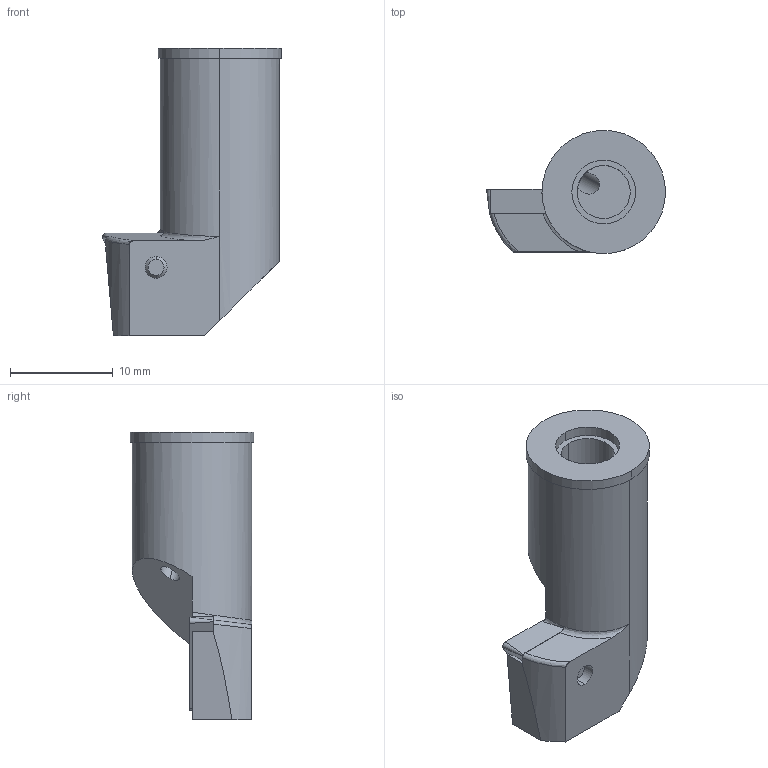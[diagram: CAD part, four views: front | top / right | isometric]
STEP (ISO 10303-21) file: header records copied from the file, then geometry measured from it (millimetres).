
FILE_DESCRIPTION(('no description'),'unknown implementation level');
FILE_NAME('3BED4A1F-FF3E-482D-A6CE-A45F5CDC7A37_export.stp',' ',('CIMSOURCE GmbH'),('CADClick - KiM GmbH - www.kimweb.de'),'unknown preprocess','ACIS','unknown authorization');
FILE_SCHEMA(('automotive_design'));
Length unit declared in the file: millimetre
Products named in the file (3): 615.404 Kaiser WPH E23 TC11R|694.120 Kaiser ETL M2.5x5.2 T7 IP 10S;Kreismuster1; 615.404 Kaiser WPH E23 TC11R|655.383 Kaiser TCGT 110204 K10C;Kombinieren1; 615.404 Kaiser WPH E23 TC11R|615.404 Kaiser EBH61 TC11 25�;Fillet1
Bounding box: 17.4 x 12 x 28 mm (x, y, z)
Volume: 2304.3 mm3; surface area: 1727.6 mm2
Topology: 3 solids, 3 shells, 99 faces, 248 edges, 158 vertices
Faces by surface type: cylinder 39, plane 35, cone 17, torus 6, bspline 2
Entity records: 7464 total; most frequent: CARTESIAN_POINT 2103, DIRECTION 558, STYLED_ITEM 508, PRESENTATION_STYLE_ASSIGNMENT 508, COLOUR_RGB 508, ORIENTED_EDGE 496, EDGE_CURVE 248, CURVE_STYLE 248
